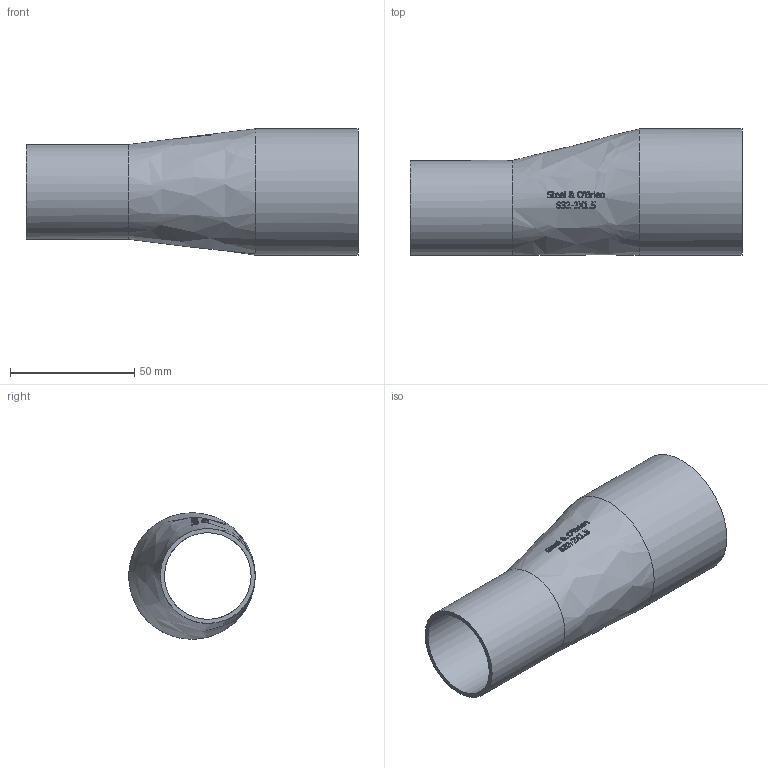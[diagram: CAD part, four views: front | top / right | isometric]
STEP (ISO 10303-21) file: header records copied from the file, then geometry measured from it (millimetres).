
FILE_DESCRIPTION(/* description */ (''),/* implementation_level */ '2;1');
FILE_NAME(/* name */ 'S32-2x15.stp',/* time_stamp */ '2018-11-28T14:11:47-05:00',/* author */ ('rick'),/* organization */ (''),/* preprocessor_version */ 'ST-DEVELOPER v15.2',/* originating_system */ 'Autodesk Inventor 2014',/* authorisation */ '');
FILE_SCHEMA (('AUTOMOTIVE_DESIGN { 1 0 10303 214 3 1 1 }'));
Length unit declared in the file: inch
Products named in the file (1): S32-2x15
Bounding box: 133.35 x 50.8 x 50.8 mm (x, y, z)
Volume: 29598.5 mm3; surface area: 36490 mm2
Topology: 1 solids, 1 shells, 378 faces, 1051 edges, 702 vertices
Faces by surface type: bspline 231, plane 143, cylinder 4
Full cylindrical faces by diameter (mm): 34.798 x1, 38.1 x1, 47.498 x1, 50.8 x1
Entity records: 16032 total; most frequent: CARTESIAN_POINT 8152, ORIENTED_EDGE 2086, EDGE_CURVE 1043, DIRECTION 827, VERTEX_POINT 698, B_SPLINE_CURVE_WITH_KNOTS 553, EDGE_LOOP 411, ADVANCED_FACE 378
